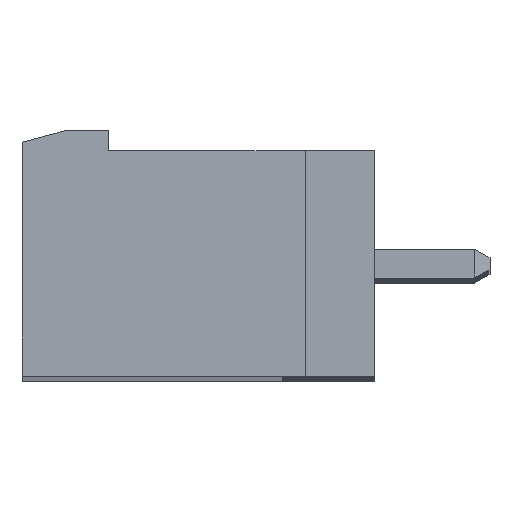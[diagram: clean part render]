
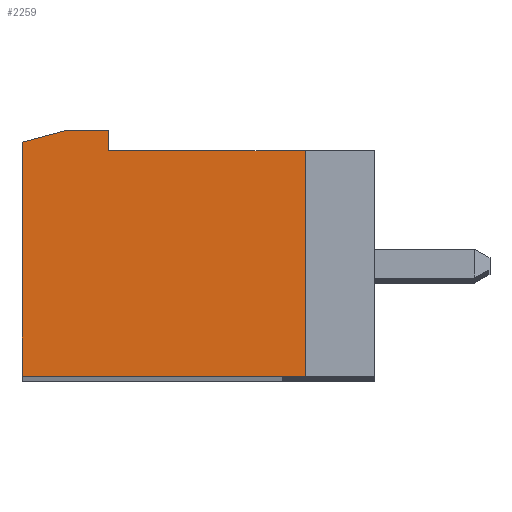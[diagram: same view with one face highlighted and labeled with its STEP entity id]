
A CAD part, top view. The second image highlights one B-rep face of the part: STEP entity #2259.
In plain terms, the highlighted planar face has unit normal (0, 0, 1).
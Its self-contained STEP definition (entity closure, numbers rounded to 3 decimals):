
#2259 = ADVANCED_FACE( '', ( #4632 ), #4633, .F. );
#4632 = FACE_OUTER_BOUND( '', #7044, .T. );
#4633 = PLANE( '', #7045 );
#7044 = EDGE_LOOP( '', ( #13698, #13699, #13700, #13701, #13702, #13703, #13704 ) );
#7045 = AXIS2_PLACEMENT_3D( '', #13705, #13706, #13707 );
#13698 = ORIENTED_EDGE( '', *, *, #15600, .F. );
#13699 = ORIENTED_EDGE( '', *, *, #16485, .F. );
#13700 = ORIENTED_EDGE( '', *, *, #15158, .F. );
#13701 = ORIENTED_EDGE( '', *, *, #16760, .F. );
#13702 = ORIENTED_EDGE( '', *, *, #16329, .F. );
#13703 = ORIENTED_EDGE( '', *, *, #16524, .F. );
#13704 = ORIENTED_EDGE( '', *, *, #16134, .F. );
#13705 = CARTESIAN_POINT( '', ( 197.225, 4.81, 87.36 ) );
#13706 = DIRECTION( '', ( 0., 0., -1. ) );
#13707 = DIRECTION( '', ( 0., -1., 0. ) );
#15158 = EDGE_CURVE( '', #18581, #18470, #18583, .T. );
#15600 = EDGE_CURVE( '', #19227, #19222, #19229, .T. );
#16134 = EDGE_CURVE( '', #19222, #19975, #19976, .T. );
#16329 = EDGE_CURVE( '', #20215, #20127, #20217, .T. );
#16485 = EDGE_CURVE( '', #18470, #19227, #20387, .T. );
#16524 = EDGE_CURVE( '', #19975, #20215, #20433, .T. );
#16760 = EDGE_CURVE( '', #20127, #18581, #20679, .T. );
#18470 = VERTEX_POINT( '', #23166 );
#18581 = VERTEX_POINT( '', #23339 );
#18583 = LINE( '', #23342, #23343 );
#19222 = VERTEX_POINT( '', #24313 );
#19227 = VERTEX_POINT( '', #24320 );
#19229 = LINE( '', #24323, #24324 );
#19975 = VERTEX_POINT( '', #25441 );
#19976 = LINE( '', #25442, #25443 );
#20127 = VERTEX_POINT( '', #25674 );
#20215 = VERTEX_POINT( '', #25826 );
#20217 = LINE( '', #25829, #25830 );
#20387 = LINE( '', #26083, #26084 );
#20433 = LINE( '', #26151, #26152 );
#20679 = LINE( '', #26488, #26489 );
#23166 = CARTESIAN_POINT( '', ( 195.918, 4.71, 87.36 ) );
#23339 = CARTESIAN_POINT( '', ( 194.425, 4.31, 87.36 ) );
#23342 = CARTESIAN_POINT( '', ( 195.918, 4.71, 87.36 ) );
#23343 = VECTOR( '', #27432, 1000. );
#24313 = CARTESIAN_POINT( '', ( 197.425, 4.01, 87.36 ) );
#24320 = CARTESIAN_POINT( '', ( 197.425, 4.71, 87.36 ) );
#24323 = CARTESIAN_POINT( '', ( 197.425, 4.31, 87.36 ) );
#24324 = VECTOR( '', #27776, 1000. );
#25441 = CARTESIAN_POINT( '', ( 204.225, 4.01, 87.36 ) );
#25442 = CARTESIAN_POINT( '', ( 204.025, 4.01, 87.36 ) );
#25443 = VECTOR( '', #28265, 1000. );
#25674 = CARTESIAN_POINT( '', ( 194.425, -3.79, 87.36 ) );
#25826 = CARTESIAN_POINT( '', ( 204.225, -3.79, 87.36 ) );
#25829 = CARTESIAN_POINT( '', ( 194.225, -3.79, 87.36 ) );
#25830 = VECTOR( '', #28411, 1000. );
#26083 = CARTESIAN_POINT( '', ( 197.425, 4.71, 87.36 ) );
#26084 = VECTOR( '', #28498, 1000. );
#26151 = CARTESIAN_POINT( '', ( 204.225, -3.79, 87.36 ) );
#26152 = VECTOR( '', #28520, 1000. );
#26488 = CARTESIAN_POINT( '', ( 194.425, 4.41, 87.36 ) );
#26489 = VECTOR( '', #28617, 1000. );
#27432 = DIRECTION( '', ( 0.966, 0.259, 0. ) );
#27776 = DIRECTION( '', ( 0., -1., 0. ) );
#28265 = DIRECTION( '', ( 1., 0., 0. ) );
#28411 = DIRECTION( '', ( -1., 0., 0. ) );
#28498 = DIRECTION( '', ( 1., 0., 0. ) );
#28520 = DIRECTION( '', ( 0., -1., 0. ) );
#28617 = DIRECTION( '', ( 0., 1., 0. ) );
